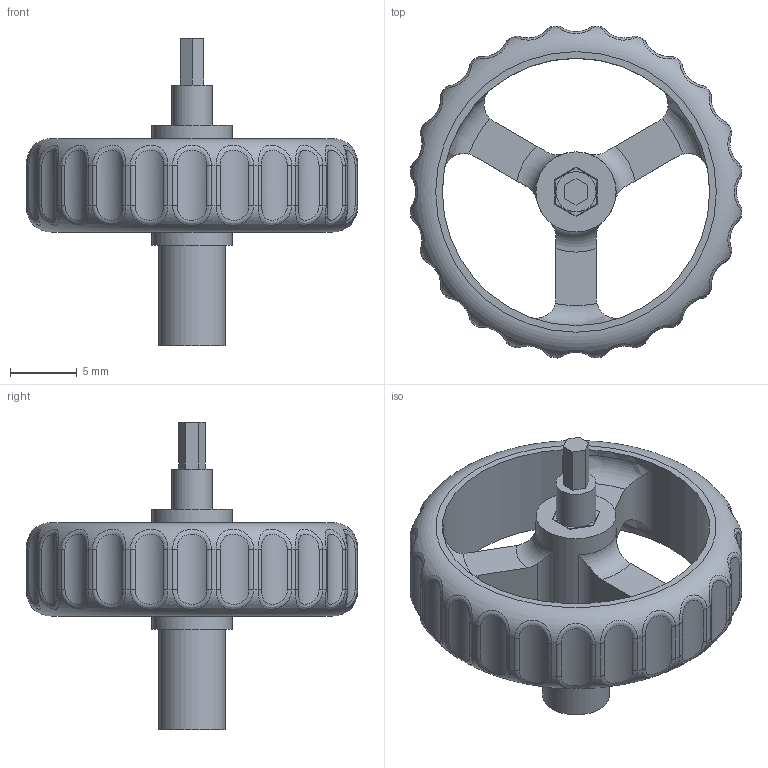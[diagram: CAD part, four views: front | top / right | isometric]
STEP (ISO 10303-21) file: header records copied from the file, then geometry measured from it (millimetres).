
FILE_DESCRIPTION(/* description */ (''),/* implementation_level */ '2;1');
FILE_NAME(/* name */ 'g304-wheel.step',/* time_stamp */ '2022-09-07T22:29:53+08:00',/* author */ (''),/* organization */ (''),/* preprocessor_version */ 'ST-DEVELOPER v19',/* originating_system */ 'Autodesk Translation Framework v11.7.0.108',/* authorisation */ '');
FILE_SCHEMA (('AUTOMOTIVE_DESIGN { 1 0 10303 214 3 1 1 }'));
Length unit declared in the file: millimetre
Products named in the file (1): g304-wheel
Bounding box: 24.84 x 24.84 x 23 mm (x, y, z)
Volume: 1672.5 mm3; surface area: 1989.5 mm2
Topology: 2 solids, 2 shells, 213 faces, 519 edges, 314 vertices
Faces by surface type: cylinder 112, bspline 48, plane 39, torus 14
Full cylindrical faces by diameter (mm): 3 x1, 5 x1, 6 x1, 20 x1
Entity records: 8989 total; most frequent: CARTESIAN_POINT 4221, ORIENTED_EDGE 1038, DIRECTION 911, EDGE_CURVE 519, AXIS2_PLACEMENT_3D 360, VERTEX_POINT 314, EDGE_LOOP 225, FACE_OUTER_BOUND 213
